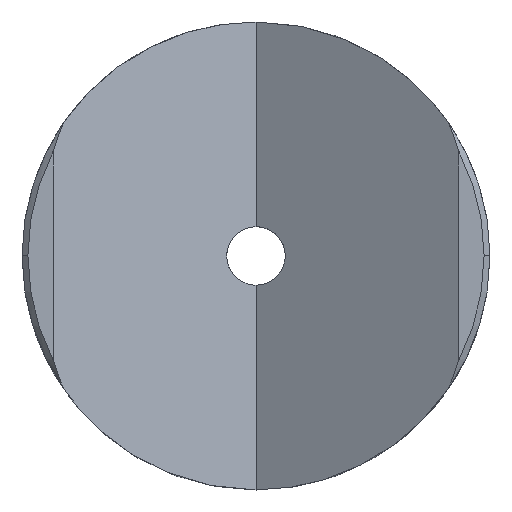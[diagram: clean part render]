
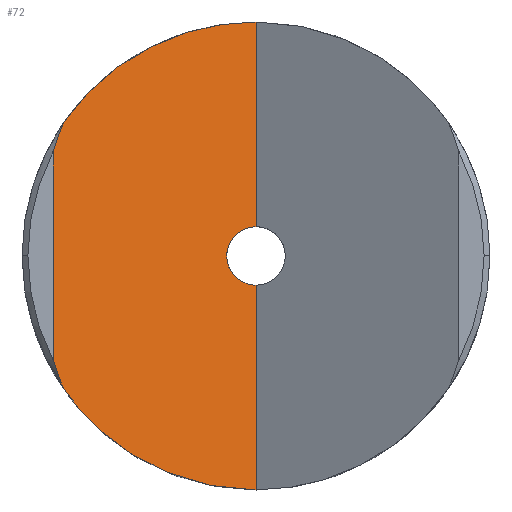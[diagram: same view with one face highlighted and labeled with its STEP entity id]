
A CAD part, top view. The second image highlights one B-rep face of the part: STEP entity #72.
In plain terms, the highlighted planar face has unit normal (0.5, 0, 0.866).
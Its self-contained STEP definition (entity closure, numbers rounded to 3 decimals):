
#72=ADVANCED_FACE('',(#139),#140,.F.);
#139=FACE_OUTER_BOUND('',#198,.T.);
#140=PLANE('',#199);
#198=EDGE_LOOP('',(#331,#332,#333,#334,#335,#336,#337,#338,#339));
#199=AXIS2_PLACEMENT_3D('',#340,#341,#342);
#331=ORIENTED_EDGE('',*,*,#403,.F.);
#332=ORIENTED_EDGE('',*,*,#414,.T.);
#333=ORIENTED_EDGE('',*,*,#395,.F.);
#334=ORIENTED_EDGE('',*,*,#375,.F.);
#335=ORIENTED_EDGE('',*,*,#370,.F.);
#336=ORIENTED_EDGE('',*,*,#379,.F.);
#337=ORIENTED_EDGE('',*,*,#410,.F.);
#338=ORIENTED_EDGE('',*,*,#413,.T.);
#339=ORIENTED_EDGE('',*,*,#417,.F.);
#340=CARTESIAN_POINT('',(-30.0,65.0,8.0));
#341=DIRECTION('',(-0.5,0.,-0.866));
#342=DIRECTION('',(0.0,-1.0,0.));
#370=EDGE_CURVE('',#436,#437,#438,.T.);
#375=EDGE_CURVE('',#437,#445,#446,.T.);
#379=EDGE_CURVE('',#449,#436,#451,.T.);
#395=EDGE_CURVE('',#445,#474,#475,.T.);
#403=EDGE_CURVE('',#484,#486,#487,.T.);
#410=EDGE_CURVE('',#493,#449,#495,.T.);
#413=EDGE_CURVE('',#493,#497,#499,.T.);
#414=EDGE_CURVE('',#484,#474,#500,.T.);
#417=EDGE_CURVE('',#486,#497,#503,.T.);
#436=VERTEX_POINT('',#524);
#437=VERTEX_POINT('',#525);
#438=LINE('',#526,#527);
#445=VERTEX_POINT('',#535);
#446=ELLIPSE('',#536,102.191,72.26);
#449=VERTEX_POINT('',#539);
#451=ELLIPSE('',#541,102.191,72.26);
#474=VERTEX_POINT('',#570);
#475=ELLIPSE('',#571,46.188,40.0);
#484=VERTEX_POINT('',#581);
#486=VERTEX_POINT('',#583);
#487=ELLIPSE('',#584,5.774,5.0);
#493=VERTEX_POINT('',#591);
#495=ELLIPSE('',#593,46.188,40.0);
#497=VERTEX_POINT('',#595);
#499=LINE('',#597,#598);
#500=LINE('',#599,#600);
#503=ELLIPSE('',#603,5.774,5.0);
#524=CARTESIAN_POINT('',(-64.641,92.084,28.0));
#525=CARTESIAN_POINT('',(-64.641,127.916,28.0));
#526=CARTESIAN_POINT('',(-64.641,87.5,28.0));
#527=VECTOR('',#623,1.0);
#535=CARTESIAN_POINT('',(-62.909,132.738,27.0));
#536=AXIS2_PLACEMENT_3D('',#631,#632,#633);
#539=CARTESIAN_POINT('',(-62.909,87.262,27.0));
#541=AXIS2_PLACEMENT_3D('',#640,#641,#642);
#570=CARTESIAN_POINT('',(-30.0,150.0,8.));
#571=AXIS2_PLACEMENT_3D('',#664,#665,#666);
#581=CARTESIAN_POINT('',(-30.0,115.0,8.0));
#583=CARTESIAN_POINT('',(-35.0,110.0,10.887));
#584=AXIS2_PLACEMENT_3D('',#680,#681,#682);
#591=CARTESIAN_POINT('',(-30.0,70.0,8.0));
#593=AXIS2_PLACEMENT_3D('',#693,#694,#695);
#595=CARTESIAN_POINT('',(-30.0,105.0,8.0));
#597=CARTESIAN_POINT('',(-30.0,65.0,8.0));
#598=VECTOR('',#699,1.0);
#599=CARTESIAN_POINT('',(-30.0,65.0,8.0));
#600=VECTOR('',#700,1.0);
#603=AXIS2_PLACEMENT_3D('',#701,#702,#703);
#623=DIRECTION('',(0.,1.0,0.0));
#631=CARTESIAN_POINT('',(21.095,110.0,-21.5));
#632=DIRECTION('',(-0.5,0.,-0.866));
#633=DIRECTION('',(0.866,0.,-0.5));
#640=CARTESIAN_POINT('',(21.095,110.0,-21.5));
#641=DIRECTION('',(-0.5,0.,-0.866));
#642=DIRECTION('',(0.866,0.,-0.5));
#664=CARTESIAN_POINT('',(-30.0,110.0,8.0));
#665=DIRECTION('',(-0.5,0.,-0.866));
#666=DIRECTION('',(0.866,0.0,-0.5));
#680=CARTESIAN_POINT('',(-30.0,110.0,8.));
#681=DIRECTION('',(0.5,0.,0.866));
#682=DIRECTION('',(0.866,0.0,-0.5));
#693=CARTESIAN_POINT('',(-30.0,110.0,8.0));
#694=DIRECTION('',(-0.5,0.,-0.866));
#695=DIRECTION('',(0.866,0.0,-0.5));
#699=DIRECTION('',(0.0,1.0,0.));
#700=DIRECTION('',(0.0,1.0,0.));
#701=CARTESIAN_POINT('',(-30.0,110.0,8.));
#702=DIRECTION('',(0.5,0.,0.866));
#703=DIRECTION('',(0.866,0.0,-0.5));
